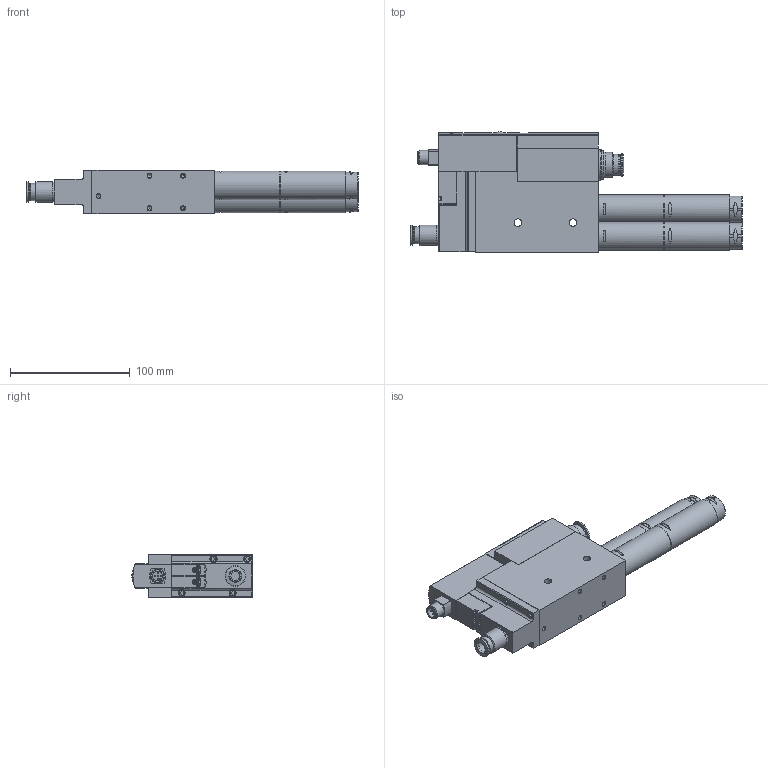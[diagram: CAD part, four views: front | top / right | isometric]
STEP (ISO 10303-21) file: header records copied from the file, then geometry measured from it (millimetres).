
FILE_DESCRIPTION(/* description */ ('STEP AP214'),/* implementation_level */ '2;1');
FILE_NAME(/* name */ '8070091_OVEM-20-H-C-QO-CE-N-1P',/* time_stamp */ '2024-09-13T11:48:14+02:00',/* author */ ('License CC BY-ND 4.0'),/* organization */ ('CADENAS'),/* preprocessor_version */ 'ST-DEVELOPER v19.3',/* originating_system */ 'PARTsolutions',/* authorisation */ ' ');
FILE_SCHEMA (('AUTOMOTIVE_DESIGN {1 0 10303 214 3 1 1}'));
Length unit declared in the file: millimetre
Products named in the file (6): 8070091 OVEM-20-H-C-QO-CE-N-1P; 8070091 OVEM-20-H-C-QO-CE-N-1P_(QO_1P_CE_4)---(b); 186112 QS-G1/4-10-I; 186115 QS-G1/2-12-I; 538433 UOM-3/8; 538437 UOMS-3/8
Assembly tree (7 placements, depth 2):
  8070091 OVEM-20-H-C-QO-CE-N-1P
    8070091 OVEM-20-H-C-QO-CE-N-1P_(QO_1P_CE_4)---(b)
    186112 QS-G1/4-10-I
    186115 QS-G1/2-12-I
    538433 UOM-3/8  x2
    538437 UOMS-3/8  x2
Bounding box: 277.2 x 100.78 x 36 mm (x, y, z)
Volume: 497938.1 mm3; surface area: 86312 mm2
Topology: 7 solids, 7 shells, 755 faces, 1918 edges, 1259 vertices
Faces by surface type: cylinder 334, plane 322, cone 61, torus 34, sphere 4
Full cylindrical faces by diameter (mm): 1 x5, 3.1 x2, 3.242 x5, 3.3 x2, 4.459 x1, 5.5 x8, 6 x8, 6.4 x2, 6.5 x2, 8 x3, 8.3 x1, 10 x1, 10.6 x1, 11 x1, 11.4 x1, 11.445 x1, 12 x2, 13.157 x1, 13.4 x1, 14.3 x2, 14.6 x2, 14.95 x2, 16.4 x2, 16.662 x2, 16.8 x1, 17 x2, 17.4 x2, 18.631 x1, 19.8 x1, 20.8 x1
Entity records: 24113 total; most frequent: CARTESIAN_POINT 3792, DIRECTION 3376, ORIENTED_EDGE 3020, EDGE_CURVE 1510, AXIS2_PLACEMENT_3D 1297, VERTEX_POINT 1084, FACE_BOUND 924, EDGE_LOOP 919
